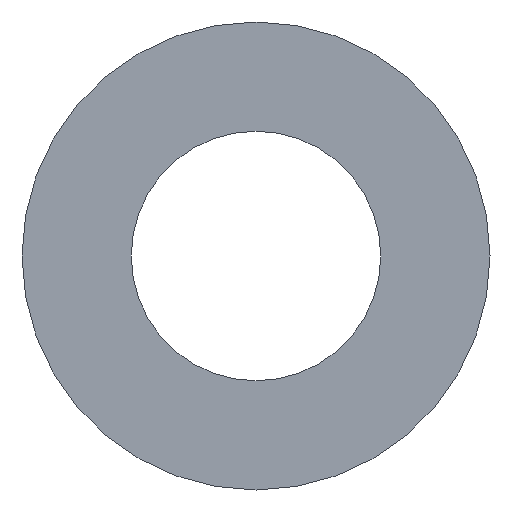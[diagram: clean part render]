
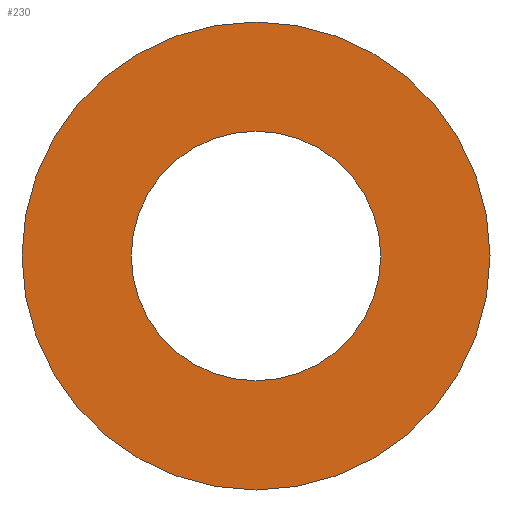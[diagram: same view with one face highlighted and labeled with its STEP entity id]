
A CAD part, front view. The second image highlights one B-rep face of the part: STEP entity #230.
In plain terms, the highlighted planar face has unit normal (0, -1, 0).
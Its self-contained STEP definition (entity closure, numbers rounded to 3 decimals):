
#164 = CYLINDRICAL_SURFACE('',#165,4.);
#165 = AXIS2_PLACEMENT_3D('',#166,#167,#168);
#166 = CARTESIAN_POINT('',(0.,25.,0.));
#167 = DIRECTION('',(-0.,-1.,-0.));
#168 = DIRECTION('',(-1.,0.,0.));
#181 = VERTEX_POINT('',#182);
#182 = CARTESIAN_POINT('',(-4.,0.,0.));
#203 = EDGE_CURVE('',#181,#181,#204,.T.);
#204 = SURFACE_CURVE('',#205,(#210,#217),.PCURVE_S1.);
#205 = CIRCLE('',#206,4.);
#206 = AXIS2_PLACEMENT_3D('',#207,#208,#209);
#207 = CARTESIAN_POINT('',(0.,0.,0.));
#208 = DIRECTION('',(0.,1.,-0.));
#209 = DIRECTION('',(-1.,0.,0.));
#210 = PCURVE('',#164,#211);
#211 = DEFINITIONAL_REPRESENTATION('',(#212),#216);
#212 = LINE('',#213,#214);
#213 = CARTESIAN_POINT('',(-0.,25.));
#214 = VECTOR('',#215,1.);
#215 = DIRECTION('',(-1.,0.));
#216 = ( GEOMETRIC_REPRESENTATION_CONTEXT(2) 
PARAMETRIC_REPRESENTATION_CONTEXT() REPRESENTATION_CONTEXT('2D SPACE',''
  ) );
#217 = PCURVE('',#218,#223);
#218 = PLANE('',#219);
#219 = AXIS2_PLACEMENT_3D('',#220,#221,#222);
#220 = CARTESIAN_POINT('',(0.,0.,0.));
#221 = DIRECTION('',(0.,1.,0.));
#222 = DIRECTION('',(-1.,0.,0.));
#223 = DEFINITIONAL_REPRESENTATION('',(#224),#228);
#224 = CIRCLE('',#225,4.);
#225 = AXIS2_PLACEMENT_2D('',#226,#227);
#226 = CARTESIAN_POINT('',(0.,0.));
#227 = DIRECTION('',(1.,0.));
#228 = ( GEOMETRIC_REPRESENTATION_CONTEXT(2) 
PARAMETRIC_REPRESENTATION_CONTEXT() REPRESENTATION_CONTEXT('2D SPACE',''
  ) );
#230 = ADVANCED_FACE('',(#231,#262),#218,.F.);
#231 = FACE_BOUND('',#232,.F.);
#232 = EDGE_LOOP('',(#233));
#233 = ORIENTED_EDGE('',*,*,#234,.T.);
#234 = EDGE_CURVE('',#235,#235,#237,.T.);
#235 = VERTEX_POINT('',#236);
#236 = CARTESIAN_POINT('',(-7.5,0.,0.));
#237 = SURFACE_CURVE('',#238,(#243,#250),.PCURVE_S1.);
#238 = CIRCLE('',#239,7.5);
#239 = AXIS2_PLACEMENT_3D('',#240,#241,#242);
#240 = CARTESIAN_POINT('',(0.,0.,0.));
#241 = DIRECTION('',(0.,1.,-0.));
#242 = DIRECTION('',(-1.,0.,0.));
#243 = PCURVE('',#218,#244);
#244 = DEFINITIONAL_REPRESENTATION('',(#245),#249);
#245 = CIRCLE('',#246,7.5);
#246 = AXIS2_PLACEMENT_2D('',#247,#248);
#247 = CARTESIAN_POINT('',(0.,0.));
#248 = DIRECTION('',(1.,0.));
#249 = ( GEOMETRIC_REPRESENTATION_CONTEXT(2) 
PARAMETRIC_REPRESENTATION_CONTEXT() REPRESENTATION_CONTEXT('2D SPACE',''
  ) );
#250 = PCURVE('',#251,#256);
#251 = CYLINDRICAL_SURFACE('',#252,7.5);
#252 = AXIS2_PLACEMENT_3D('',#253,#254,#255);
#253 = CARTESIAN_POINT('',(0.,3.2,0.));
#254 = DIRECTION('',(-0.,-1.,-0.));
#255 = DIRECTION('',(-1.,0.,0.));
#256 = DEFINITIONAL_REPRESENTATION('',(#257),#261);
#257 = LINE('',#258,#259);
#258 = CARTESIAN_POINT('',(-0.,3.2));
#259 = VECTOR('',#260,1.);
#260 = DIRECTION('',(-1.,0.));
#261 = ( GEOMETRIC_REPRESENTATION_CONTEXT(2) 
PARAMETRIC_REPRESENTATION_CONTEXT() REPRESENTATION_CONTEXT('2D SPACE',''
  ) );
#262 = FACE_BOUND('',#263,.F.);
#263 = EDGE_LOOP('',(#264));
#264 = ORIENTED_EDGE('',*,*,#203,.F.);
